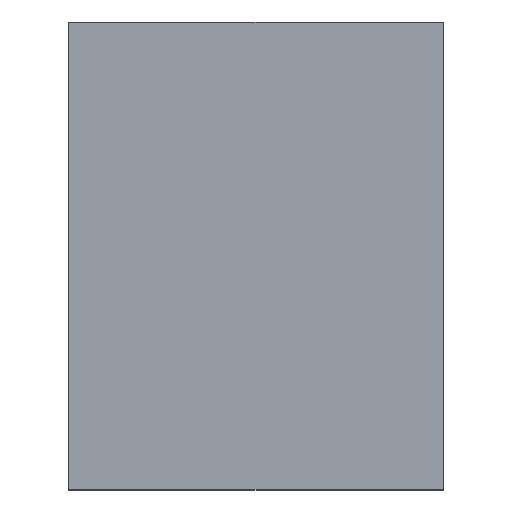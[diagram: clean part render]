
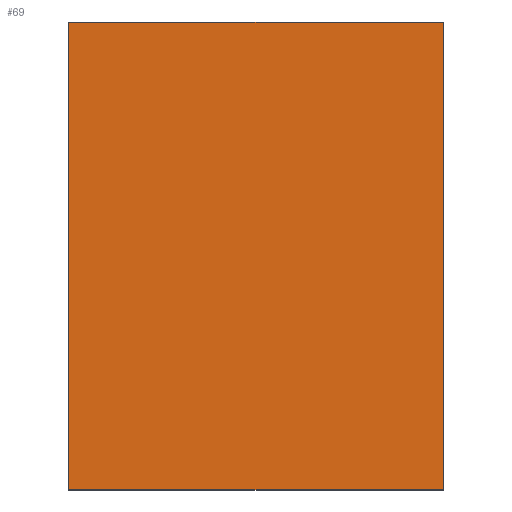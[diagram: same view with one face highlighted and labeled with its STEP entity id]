
A CAD part, top view. The second image highlights one B-rep face of the part: STEP entity #69.
In plain terms, the highlighted planar face has unit normal (0, 0, 1).
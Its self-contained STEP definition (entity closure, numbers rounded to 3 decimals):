
#2 = VERTEX_POINT ( 'NONE', #96 ) ;
#23 = VERTEX_POINT ( 'NONE', #197 ) ;
#35 = LINE ( 'NONE', #191, #54 ) ;
#36 = DIRECTION ( 'NONE',  ( -1., 0., 0. ) ) ;
#37 = DIRECTION ( 'NONE',  ( 0., 0., -1. ) ) ;
#44 = VERTEX_POINT ( 'NONE', #74 ) ;
#48 = LINE ( 'NONE', #144, #102 ) ;
#50 = DIRECTION ( 'NONE',  ( -1., 0., 0. ) ) ;
#54 = VECTOR ( 'NONE', #112, 1000. ) ;
#58 = VECTOR ( 'NONE', #143, 1000. ) ;
#64 = VERTEX_POINT ( 'NONE', #72 ) ;
#66 = CARTESIAN_POINT ( 'NONE',  ( 0., 0., 16.76 ) ) ;
#68 = CARTESIAN_POINT ( 'NONE',  ( 0., 0., 16.76 ) ) ;
#69 = ADVANCED_FACE ( 'NONE', ( #131 ), #129, .F. ) ;
#72 = CARTESIAN_POINT ( 'NONE',  ( 800., 0., 16.76 ) ) ;
#74 = CARTESIAN_POINT ( 'NONE',  ( 0., 1000., 16.76 ) ) ;
#83 = LINE ( 'NONE', #66, #58 ) ;
#87 = EDGE_CURVE ( 'NONE', #64, #2, #35, .T. ) ;
#96 = CARTESIAN_POINT ( 'NONE',  ( 800., 1000., 16.76 ) ) ;
#102 = VECTOR ( 'NONE', #110, 1000. ) ;
#110 = DIRECTION ( 'NONE',  ( 1., 0., 0. ) ) ;
#112 = DIRECTION ( 'NONE',  ( 0., 1., 0. ) ) ;
#116 = EDGE_CURVE ( 'NONE', #2, #44, #127, .T. ) ;
#127 = LINE ( 'NONE', #192, #168 ) ;
#129 = PLANE ( 'NONE',  #148 ) ;
#131 = FACE_OUTER_BOUND ( 'NONE', #174, .T. ) ;
#143 = DIRECTION ( 'NONE',  ( 0., -1., 0. ) ) ;
#144 = CARTESIAN_POINT ( 'NONE',  ( 0., 0., 16.76 ) ) ;
#148 = AXIS2_PLACEMENT_3D ( 'NONE', #68, #37, #50 ) ;
#151 = ORIENTED_EDGE ( 'NONE', *, *, #87, .T. ) ;
#152 = ORIENTED_EDGE ( 'NONE', *, *, #202, .T. ) ;
#159 = EDGE_CURVE ( 'NONE', #23, #64, #48, .T. ) ;
#161 = ORIENTED_EDGE ( 'NONE', *, *, #116, .T. ) ;
#168 = VECTOR ( 'NONE', #36, 1000. ) ;
#174 = EDGE_LOOP ( 'NONE', ( #152, #194, #151, #161 ) ) ;
#191 = CARTESIAN_POINT ( 'NONE',  ( 800., 0., 16.76 ) ) ;
#192 = CARTESIAN_POINT ( 'NONE',  ( 0., 1000., 16.76 ) ) ;
#194 = ORIENTED_EDGE ( 'NONE', *, *, #159, .T. ) ;
#197 = CARTESIAN_POINT ( 'NONE',  ( 0., 0., 16.76 ) ) ;
#202 = EDGE_CURVE ( 'NONE', #44, #23, #83, .T. ) ;
